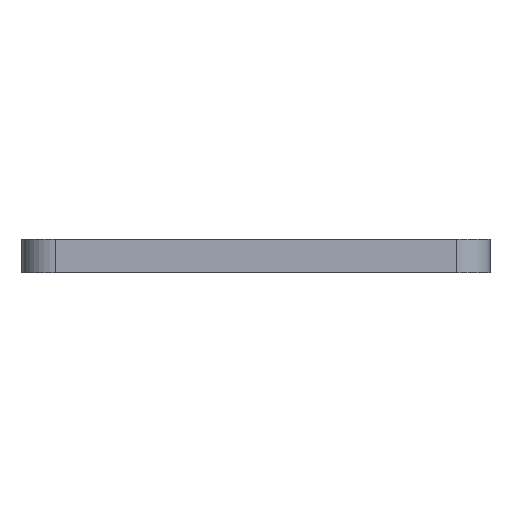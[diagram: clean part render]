
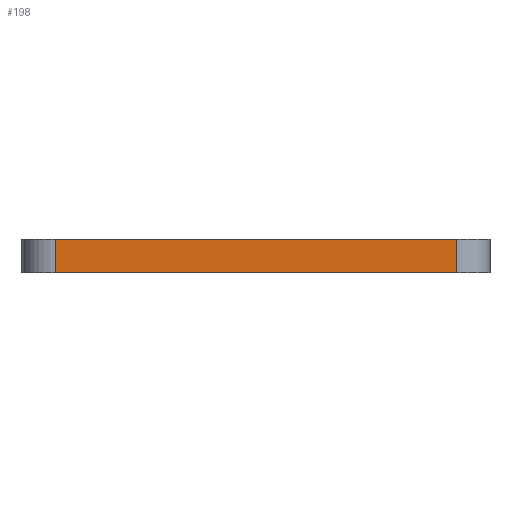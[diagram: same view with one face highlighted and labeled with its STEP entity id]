
A CAD part, front view. The second image highlights one B-rep face of the part: STEP entity #198.
In plain terms, the highlighted planar face has unit normal (0, -1, 0).
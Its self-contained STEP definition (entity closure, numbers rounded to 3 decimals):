
#25 = CARTESIAN_POINT ( 'NONE',  ( -30., -40., 5. ) ) ;
#65 = DIRECTION ( 'NONE',  ( 1., 0., 0. ) ) ;
#72 = VERTEX_POINT ( 'NONE', #782 ) ;
#83 = CARTESIAN_POINT ( 'NONE',  ( 30., -40., 5. ) ) ;
#152 = EDGE_LOOP ( 'NONE', ( #995, #457, #1262, #999 ) ) ;
#198 = ADVANCED_FACE ( 'NONE', ( #408 ), #499, .F. ) ;
#244 = LINE ( 'NONE', #550, #615 ) ;
#329 = DIRECTION ( 'NONE',  ( 1., 0., 0. ) ) ;
#336 = CARTESIAN_POINT ( 'NONE',  ( -30., -40., 0. ) ) ;
#366 = CARTESIAN_POINT ( 'NONE',  ( -35., -40., 5. ) ) ;
#408 = FACE_OUTER_BOUND ( 'NONE', #152, .T. ) ;
#412 = VERTEX_POINT ( 'NONE', #336 ) ;
#448 = EDGE_CURVE ( 'NONE', #72, #1261, #244, .T. ) ;
#457 = ORIENTED_EDGE ( 'NONE', *, *, #870, .T. ) ;
#468 = VERTEX_POINT ( 'NONE', #731 ) ;
#483 = LINE ( 'NONE', #1249, #888 ) ;
#499 = PLANE ( 'NONE',  #902 ) ;
#550 = CARTESIAN_POINT ( 'NONE',  ( -35., -40., 5. ) ) ;
#587 = DIRECTION ( 'NONE',  ( 0., 0., -1. ) ) ;
#611 = DIRECTION ( 'NONE',  ( 0., 0., 1. ) ) ;
#615 = VECTOR ( 'NONE', #329, 1000. ) ;
#628 = EDGE_CURVE ( 'NONE', #468, #1261, #971, .T. ) ;
#634 = EDGE_CURVE ( 'NONE', #412, #468, #483, .T. ) ;
#648 = VECTOR ( 'NONE', #587, 1000. ) ;
#731 = CARTESIAN_POINT ( 'NONE',  ( 30., -40., 0. ) ) ;
#782 = CARTESIAN_POINT ( 'NONE',  ( -30., -40., 5. ) ) ;
#857 = DIRECTION ( 'NONE',  ( 0., 0., 1. ) ) ;
#870 = EDGE_CURVE ( 'NONE', #72, #412, #1007, .T. ) ;
#888 = VECTOR ( 'NONE', #65, 1000. ) ;
#902 = AXIS2_PLACEMENT_3D ( 'NONE', #366, #1056, #611 ) ;
#971 = LINE ( 'NONE', #83, #1229 ) ;
#995 = ORIENTED_EDGE ( 'NONE', *, *, #448, .F. ) ;
#999 = ORIENTED_EDGE ( 'NONE', *, *, #628, .T. ) ;
#1007 = LINE ( 'NONE', #25, #648 ) ;
#1019 = CARTESIAN_POINT ( 'NONE',  ( 30., -40., 5. ) ) ;
#1056 = DIRECTION ( 'NONE',  ( 0., 1., 0. ) ) ;
#1229 = VECTOR ( 'NONE', #857, 1000. ) ;
#1249 = CARTESIAN_POINT ( 'NONE',  ( -35., -40., 0. ) ) ;
#1261 = VERTEX_POINT ( 'NONE', #1019 ) ;
#1262 = ORIENTED_EDGE ( 'NONE', *, *, #634, .T. ) ;
